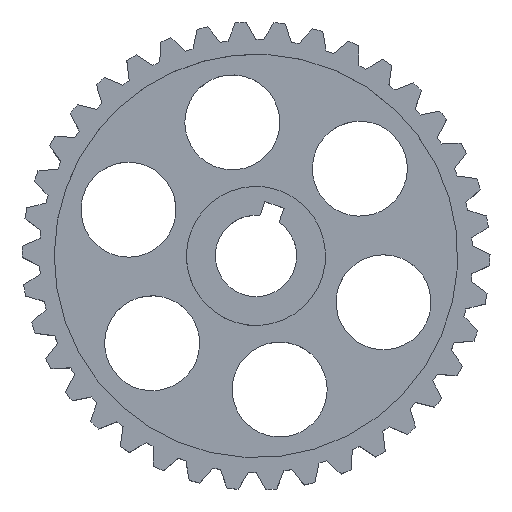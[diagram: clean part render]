
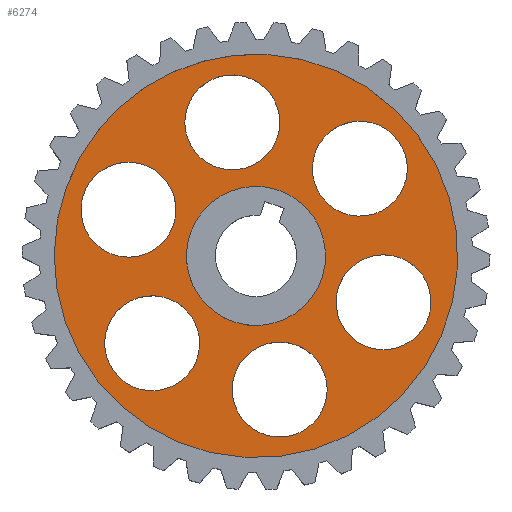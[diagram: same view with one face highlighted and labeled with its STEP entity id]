
A CAD part, top view. The second image highlights one B-rep face of the part: STEP entity #6274.
In plain terms, the highlighted planar face has unit normal (0, 0, 1).
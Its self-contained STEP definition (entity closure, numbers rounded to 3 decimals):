
#5782=CARTESIAN_POINT('POINT362',(-23.62,
   -87.115,-122.));
#5783=VERTEX_POINT('VERTEX362',#5782);
#5791=CARTESIAN_POINT('POINT363',(-42.376,
   -99.512,-122.));
#5792=VERTEX_POINT('VERTEX363',#5791);
#5798=CARTESIAN_POINT('POS667',(-37.6,
   -86.352,-122.));
#5799=DIRECTION('DIR936',(0.,0.,
   1.));
#5800=DIRECTION('DIR937',(-0.999,0.054,
   0.));
#5801=AXIS2_PLACEMENT_3D('AXIS270',#5798,#5799,#5800);
#5802=CIRCLE('ELLIPSE106',#5801,14.);
#5803=EDGE_CURVE('EDGE535',#5783,#5792,#5802,.F.);
#5813=CARTESIAN_POINT('POINT364',(-51.579,
   -85.589,-122.));
#5814=VERTEX_POINT('VERTEX364',#5813);
#5823=EDGE_CURVE('EDGE537',#5814,#5783,#5802,.F.);
#5829=EDGE_CURVE('EDGE538',#5792,#5814,#5802,.F.);
#5836=CARTESIAN_POINT('POINT365',(-0.651,
   -73.102,-122.));
#5837=VERTEX_POINT('VERTEX365',#5836);
#5845=CARTESIAN_POINT('POINT366',(-20.765,
   -63.057,-122.));
#5846=VERTEX_POINT('VERTEX366',#5845);
#5852=CARTESIAN_POINT('POS671',(-6.98,
   -60.614,-122.));
#5853=DIRECTION('DIR942',(0.,0.,
   1.));
#5854=DIRECTION('DIR943',(-0.452,0.892,
   0.));
#5855=AXIS2_PLACEMENT_3D('AXIS272',#5852,#5853,#5854);
#5856=CIRCLE('ELLIPSE107',#5855,14.);
#5857=EDGE_CURVE('EDGE541',#5837,#5846,#5856,.F.);
#5867=CARTESIAN_POINT('POINT367',(-13.309,
   -48.126,-122.));
#5868=VERTEX_POINT('VERTEX367',#5867);
#5877=EDGE_CURVE('EDGE543',#5868,#5837,#5856,.F.);
#5883=EDGE_CURVE('EDGE544',#5846,#5868,#5856,.F.);
#5890=CARTESIAN_POINT('POINT368',(22.969,
   -85.987,-122.));
#5891=VERTEX_POINT('VERTEX368',#5890);
#5899=CARTESIAN_POINT('POINT369',(21.611,
   -63.545,-122.));
#5900=VERTEX_POINT('VERTEX369',#5899);
#5906=CARTESIAN_POINT('POS675',(30.619,
   -74.262,-122.));
#5907=DIRECTION('DIR948',(0.,0.,
   1.));
#5908=DIRECTION('DIR949',(0.546,0.837,
   0.));
#5909=AXIS2_PLACEMENT_3D('AXIS274',#5906,#5907,#5908);
#5910=CIRCLE('ELLIPSE108',#5909,14.);
#5911=EDGE_CURVE('EDGE547',#5891,#5900,#5910,.F.);
#5921=CARTESIAN_POINT('POINT370',(38.27,
   -62.537,-122.));
#5922=VERTEX_POINT('VERTEX370',#5921);
#5931=EDGE_CURVE('EDGE549',#5922,#5891,#5910,.F.);
#5937=EDGE_CURVE('EDGE550',#5900,#5922,#5910,.F.);
#5944=CARTESIAN_POINT('POINT371',(23.62,
   -112.885,-122.));
#5945=VERTEX_POINT('VERTEX371',#5944);
#5953=CARTESIAN_POINT('POINT372',(42.376,
   -100.488,-122.));
#5954=VERTEX_POINT('VERTEX372',#5953);
#5960=CARTESIAN_POINT('POS679',(37.6,
   -113.648,-122.));
#5961=DIRECTION('DIR954',(0.,0.,
   1.));
#5962=DIRECTION('DIR955',(0.999,-0.054,
   0.));
#5963=AXIS2_PLACEMENT_3D('AXIS276',#5960,#5961,#5962);
#5964=CIRCLE('ELLIPSE109',#5963,14.);
#5965=EDGE_CURVE('EDGE553',#5945,#5954,#5964,.F.);
#5975=CARTESIAN_POINT('POINT373',(51.579,
   -114.411,-122.));
#5976=VERTEX_POINT('VERTEX373',#5975);
#5985=EDGE_CURVE('EDGE555',#5976,#5945,#5964,.F.);
#5991=EDGE_CURVE('EDGE556',#5954,#5976,#5964,.F.);
#5998=CARTESIAN_POINT('POINT374',(0.651,
   -126.898,-122.));
#5999=VERTEX_POINT('VERTEX374',#5998);
#6007=CARTESIAN_POINT('POINT375',(20.765,
   -136.943,-122.));
#6008=VERTEX_POINT('VERTEX375',#6007);
#6014=CARTESIAN_POINT('POS683',(6.98,
   -139.386,-122.));
#6015=DIRECTION('DIR960',(0.,0.,
   1.));
#6016=DIRECTION('DIR961',(0.452,-0.892,
   0.));
#6017=AXIS2_PLACEMENT_3D('AXIS278',#6014,#6015,#6016);
#6018=CIRCLE('ELLIPSE110',#6017,14.);
#6019=EDGE_CURVE('EDGE559',#5999,#6008,#6018,.F.);
#6029=CARTESIAN_POINT('POINT376',(13.309,
   -151.874,-122.));
#6030=VERTEX_POINT('VERTEX376',#6029);
#6039=EDGE_CURVE('EDGE561',#6030,#5999,#6018,.F.);
#6045=EDGE_CURVE('EDGE562',#6008,#6030,#6018,.F.);
#6052=CARTESIAN_POINT('POINT377',(-22.969,
   -114.013,-122.));
#6053=VERTEX_POINT('VERTEX377',#6052);
#6061=CARTESIAN_POINT('POINT378',(-21.611,
   -136.455,-122.));
#6062=VERTEX_POINT('VERTEX378',#6061);
#6068=CARTESIAN_POINT('POS687',(-30.619,
   -125.738,-122.));
#6069=DIRECTION('DIR966',(0.,0.,
   1.));
#6070=DIRECTION('DIR967',(-0.546,-0.837,
   0.));
#6071=AXIS2_PLACEMENT_3D('AXIS280',#6068,#6069,#6070);
#6072=CIRCLE('ELLIPSE111',#6071,14.);
#6073=EDGE_CURVE('EDGE565',#6053,#6062,#6072,.F.);
#6083=CARTESIAN_POINT('POINT379',(-38.27,
   -137.463,-122.));
#6084=VERTEX_POINT('VERTEX379',#6083);
#6093=EDGE_CURVE('EDGE567',#6084,#6053,#6072,.F.);
#6099=EDGE_CURVE('EDGE568',#6062,#6084,#6072,.F.);
#6106=CARTESIAN_POINT('POINT380',(3.242,
   -40.588,-122.));
#6107=VERTEX_POINT('VERTEX380',#6106);
#6115=CARTESIAN_POINT('POINT381',(-55.929,
   -79.699,-122.));
#6116=VERTEX_POINT('VERTEX381',#6115);
#6122=CARTESIAN_POINT('POS691',(0.,-100.,
   -122.));
#6123=DIRECTION('DIR972',(0.,0.,
   1.));
#6124=DIRECTION('DIR973',(0.054,0.999,
   0.));
#6125=AXIS2_PLACEMENT_3D('AXIS282',#6122,#6123,#6124);
#6126=CIRCLE('ELLIPSE112',#6125,59.5);
#6127=EDGE_CURVE('EDGE571',#6107,#6116,#6126,.T.);
#6138=CARTESIAN_POINT('POINT382',(-3.242,
   -159.412,-122.));
#6139=VERTEX_POINT('VERTEX382',#6138);
#6140=EDGE_CURVE('EDGE572',#6139,#6107,#6126,.T.);
#6153=EDGE_CURVE('EDGE574',#6116,#6139,#6126,.T.);
#6194=CARTESIAN_POINT('POINT386',(-12.273,
   -116.42,-122.));
#6195=VERTEX_POINT('VERTEX386',#6194);
#6203=CARTESIAN_POINT('POINT387',(-19.27,
   -93.005,-122.));
#6204=VERTEX_POINT('VERTEX387',#6203);
#6210=CARTESIAN_POINT('POS697',(0.,-100.,
   -122.));
#6211=DIRECTION('DIR982',(0.,0.,
   1.));
#6212=DIRECTION('DIR983',(-0.599,-0.801,
   0.));
#6213=AXIS2_PLACEMENT_3D('AXIS286',#6210,#6211,#6212);
#6214=CIRCLE('ELLIPSE114',#6213,20.5);
#6215=EDGE_CURVE('EDGE580',#6195,#6204,#6214,.F.);
#6225=ORIENTED_EDGE('COEDGE1135',*,*,#6153,.T.);
#6226=ORIENTED_EDGE('COEDGE1136',*,*,#6140,.T.);
#6227=ORIENTED_EDGE('COEDGE1137',*,*,#6127,.T.);
#6228=EDGE_LOOP('NONE',(#6225,#6226,#6227));
#6229=FACE_BOUND('LOOP1',#6228,.T.);
#6230=ORIENTED_EDGE('COEDGE1138',*,*,#6099,.T.);
#6231=ORIENTED_EDGE('COEDGE1139',*,*,#6093,.T.);
#6232=ORIENTED_EDGE('COEDGE1140',*,*,#6073,.T.);
#6233=EDGE_LOOP('NONE',(#6230,#6231,#6232));
#6234=FACE_BOUND('LOOP1',#6233,.T.);
#6235=ORIENTED_EDGE('COEDGE1141',*,*,#6045,.T.);
#6236=ORIENTED_EDGE('COEDGE1142',*,*,#6039,.T.);
#6237=ORIENTED_EDGE('COEDGE1143',*,*,#6019,.T.);
#6238=EDGE_LOOP('NONE',(#6235,#6236,#6237));
#6239=FACE_BOUND('LOOP1',#6238,.T.);
#6240=ORIENTED_EDGE('COEDGE1144',*,*,#5991,.T.);
#6241=ORIENTED_EDGE('COEDGE1145',*,*,#5985,.T.);
#6242=ORIENTED_EDGE('COEDGE1146',*,*,#5965,.T.);
#6243=EDGE_LOOP('NONE',(#6240,#6241,#6242));
#6244=FACE_BOUND('LOOP1',#6243,.T.);
#6245=ORIENTED_EDGE('COEDGE1147',*,*,#5937,.T.);
#6246=ORIENTED_EDGE('COEDGE1148',*,*,#5931,.T.);
#6247=ORIENTED_EDGE('COEDGE1149',*,*,#5911,.T.);
#6248=EDGE_LOOP('NONE',(#6245,#6246,#6247));
#6249=FACE_BOUND('LOOP1',#6248,.T.);
#6250=ORIENTED_EDGE('COEDGE1150',*,*,#5883,.T.);
#6251=ORIENTED_EDGE('COEDGE1151',*,*,#5877,.T.);
#6252=ORIENTED_EDGE('COEDGE1152',*,*,#5857,.T.);
#6253=EDGE_LOOP('NONE',(#6250,#6251,#6252));
#6254=FACE_BOUND('LOOP1',#6253,.T.);
#6255=ORIENTED_EDGE('COEDGE1153',*,*,#5829,.T.);
#6256=ORIENTED_EDGE('COEDGE1154',*,*,#5823,.T.);
#6257=ORIENTED_EDGE('COEDGE1155',*,*,#5803,.T.);
#6258=EDGE_LOOP('NONE',(#6255,#6256,#6257));
#6259=FACE_BOUND('LOOP1',#6258,.T.);
#6260=CARTESIAN_POINT('POINT388',(12.273,
   -83.58,-122.));
#6261=VERTEX_POINT('VERTEX388',#6260);
#6262=EDGE_CURVE('EDGE581',#6204,#6261,#6214,.F.);
#6263=ORIENTED_EDGE('COEDGE1156',*,*,#6262,.T.);
#6264=EDGE_CURVE('EDGE582',#6261,#6195,#6214,.F.);
#6265=ORIENTED_EDGE('COEDGE1157',*,*,#6264,.T.);
#6266=ORIENTED_EDGE('COEDGE1158',*,*,#6215,.T.);
#6267=EDGE_LOOP('NONE',(#6263,#6265,#6266));
#6268=FACE_BOUND('LOOP1',#6267,.T.);
#6269=CARTESIAN_POINT('POS699',(0.,-100.,
   -122.));
#6270=DIRECTION('DIR986',(0.,0.,
   -1.));
#6271=DIRECTION('DIR987',(1.,0.,
   0.));
#6272=AXIS2_PLACEMENT_3D('AXIS288',#6269,#6270,#6271);
#6273=PLANE('PLANE123',#6272);
#6274=ADVANCED_FACE('FACE199',(#6229,#6234,#6239,#6244,#6249,#6254,#6259
   ,#6268),#6273,.F.);
